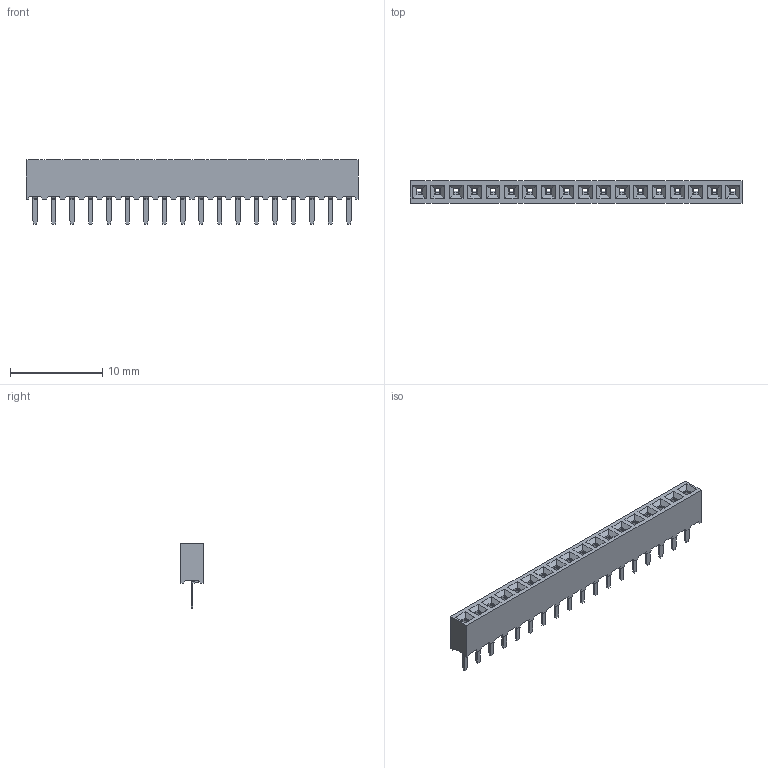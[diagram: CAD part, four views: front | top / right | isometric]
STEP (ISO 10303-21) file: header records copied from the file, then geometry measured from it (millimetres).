
FILE_DESCRIPTION(('STEP AP214'), '1');
FILE_NAME('PBS2', '', ('UNSPECIFIED'), ('UNSPECIFIED'), 'ASCON STEP Converter 1.6', 'ASCON Math Kernel', '');
FILE_SCHEMA(('AUTOMOTIVE_DESIGN { 1 0 10303 214 3 1 1}'));
Length unit declared in the file: millimetre
Bounding box: 36 x 2.4 x 7 mm (x, y, z)
Volume: 240.6 mm3; surface area: 1380.1 mm2
Topology: 19 solids, 19 shells, 1504 faces, 3822 edges, 2356 vertices
Faces by surface type: plane 1234, cylinder 270
Entity records: 56658 total; most frequent: CARTESIAN_POINT 7827, ORIENTED_EDGE 7644, DIRECTION 7372, EDGE_CURVE 3822, LINE 3282, VECTOR 3282, VERTEX_POINT 2500, AXIS2_PLACEMENT_3D 2045
